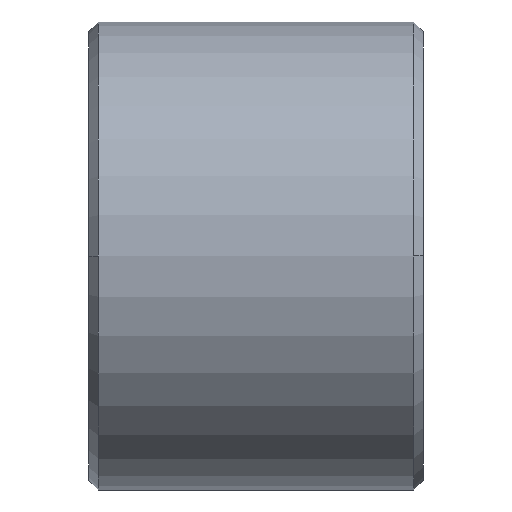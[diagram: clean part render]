
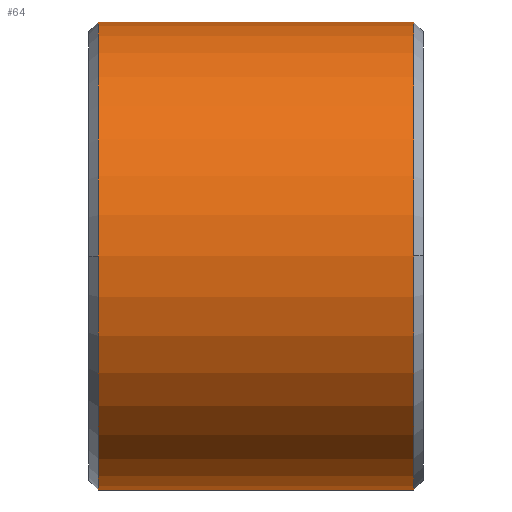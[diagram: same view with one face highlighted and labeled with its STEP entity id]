
A CAD part, front view. The second image highlights one B-rep face of the part: STEP entity #64.
In plain terms, the highlighted cylindrical face has radius 17.5 mm (diameter 35 mm), a partial arc.
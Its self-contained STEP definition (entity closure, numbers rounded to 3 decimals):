
#64=ADVANCED_FACE('',(#134),#135,.T.);
#134=FACE_OUTER_BOUND('',#205,.T.);
#135=CYLINDRICAL_SURFACE('',#206,17.5);
#205=EDGE_LOOP('',(#319,#320,#321,#322,#323,#324));
#206=AXIS2_PLACEMENT_3D('',#325,#326,#327);
#319=ORIENTED_EDGE('',*,*,#447,.T.);
#320=ORIENTED_EDGE('',*,*,#448,.T.);
#321=ORIENTED_EDGE('',*,*,#427,.T.);
#322=ORIENTED_EDGE('',*,*,#449,.T.);
#323=ORIENTED_EDGE('',*,*,#450,.T.);
#324=ORIENTED_EDGE('',*,*,#421,.T.);
#325=CARTESIAN_POINT('',(12.5,0.0,0.0));
#326=DIRECTION('',(1.0,0.0,0.0));
#327=DIRECTION('',(0.0,0.0,-1.0));
#421=EDGE_CURVE('',#498,#496,#499,.T.);
#427=EDGE_CURVE('',#508,#506,#509,.T.);
#447=EDGE_CURVE('',#496,#537,#538,.T.);
#448=EDGE_CURVE('',#537,#508,#539,.T.);
#449=EDGE_CURVE('',#506,#540,#541,.T.);
#450=EDGE_CURVE('',#540,#498,#542,.T.);
#496=VERTEX_POINT('',#591);
#498=VERTEX_POINT('',#593);
#499=CIRCLE('',#594,17.5);
#506=VERTEX_POINT('',#603);
#508=VERTEX_POINT('',#605);
#509=CIRCLE('',#606,17.5);
#537=VERTEX_POINT('',#637);
#538=LINE('',#638,#639);
#539=CIRCLE('',#640,17.5);
#540=VERTEX_POINT('',#641);
#541=LINE('',#642,#643);
#542=CIRCLE('',#644,17.5);
#591=CARTESIAN_POINT('',(0.7,0.,-17.5));
#593=CARTESIAN_POINT('',(0.7,-17.5,0.));
#594=AXIS2_PLACEMENT_3D('',#697,#698,#699);
#603=CARTESIAN_POINT('',(24.3,0.,17.5));
#605=CARTESIAN_POINT('',(24.3,-17.5,0.));
#606=AXIS2_PLACEMENT_3D('',#708,#709,#710);
#637=CARTESIAN_POINT('',(24.3,0.,-17.5));
#638=CARTESIAN_POINT('',(12.5,0.,-17.5));
#639=VECTOR('',#744,1.0);
#640=AXIS2_PLACEMENT_3D('',#745,#746,#747);
#641=CARTESIAN_POINT('',(0.7,0.,17.5));
#642=CARTESIAN_POINT('',(12.5,0.,17.5));
#643=VECTOR('',#748,1.0);
#644=AXIS2_PLACEMENT_3D('',#749,#750,#751);
#697=CARTESIAN_POINT('',(0.7,0.0,0.0));
#698=DIRECTION('',(1.0,0.0,0.));
#699=DIRECTION('',(0.,0.0,-1.0));
#708=CARTESIAN_POINT('',(24.3,0.0,0.0));
#709=DIRECTION('',(-1.0,0.0,0.));
#710=DIRECTION('',(0.,0.0,-1.0));
#744=DIRECTION('',(1.0,0.0,0.0));
#745=CARTESIAN_POINT('',(24.3,0.0,0.0));
#746=DIRECTION('',(-1.0,0.0,0.));
#747=DIRECTION('',(0.,0.0,-1.0));
#748=DIRECTION('',(-1.0,-0.0,-0.0));
#749=CARTESIAN_POINT('',(0.7,0.0,0.0));
#750=DIRECTION('',(1.0,0.0,0.));
#751=DIRECTION('',(0.,0.0,-1.0));
